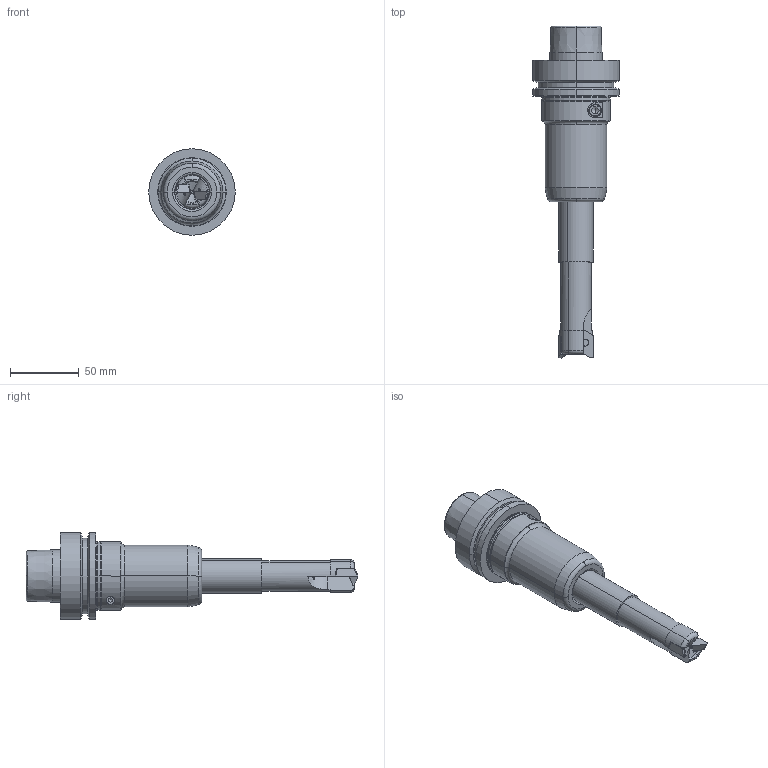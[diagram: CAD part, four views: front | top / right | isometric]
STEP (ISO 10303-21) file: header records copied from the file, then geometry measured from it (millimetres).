
FILE_DESCRIPTION(/* description */ ('Alibre Inc.'),/* implementation_level */ '2;1');
FILE_NAME(/* name */ 'export-538B2810-E18A-4B21-9E3E-4ACBC8B049F6',/* time_stamp */ '2024-08-15T18:09:18+02:00',/* author */ (''),/* organization */ (''),/* preprocessor_version */ 'ST-DEVELOPER v17',/* originating_system */ 'Alibre',/* authorisation */ '');
FILE_SCHEMA (('AUTOMOTIVE_DESIGN'));
Length unit declared in the file: millimetre
Products named in the file (4): TE90XEV 225-25-16-L170; G2-25_HSK63F; XEVT 160508R-AL
Bounding box: 63 x 241.96 x 63 mm (x, y, z)
Volume: 249183.5 mm3; surface area: 52388.3 mm2
Topology: 4 solids, 4 shells, 208 faces, 520 edges, 328 vertices
Faces by surface type: plane 66, cylinder 53, torus 39, cone 38, bspline 12
Entity records: 6417 total; most frequent: CARTESIAN_POINT 1839, ORIENTED_EDGE 960, DIRECTION 866, EDGE_CURVE 480, AXIS2_PLACEMENT_3D 392, VERTEX_POINT 304, EDGE_LOOP 214, FACE_BOUND 214
